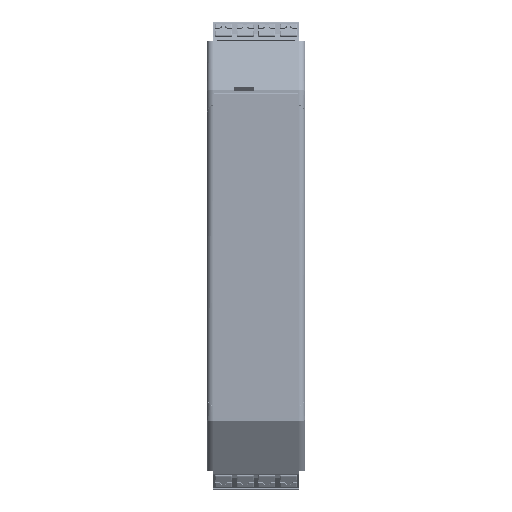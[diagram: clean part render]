
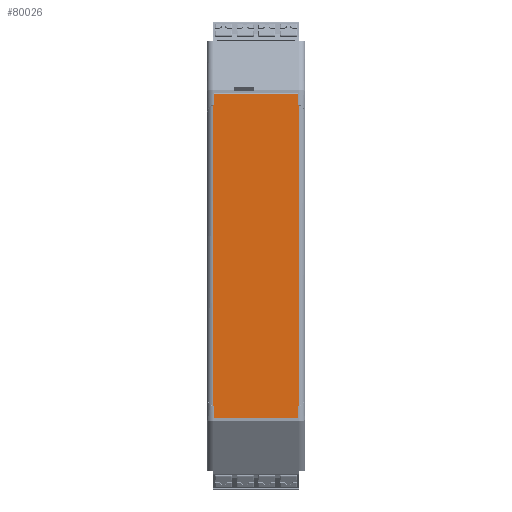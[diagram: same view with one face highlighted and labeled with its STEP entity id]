
A CAD part, top view. The second image highlights one B-rep face of the part: STEP entity #80026.
In plain terms, the highlighted face is planar.
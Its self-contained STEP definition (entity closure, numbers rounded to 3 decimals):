
#5276=VERTEX_POINT('',#113529);
#5277=VERTEX_POINT('',#113531);
#5295=VERTEX_POINT('',#113572);
#5301=VERTEX_POINT('',#113584);
#5308=VERTEX_POINT('',#113613);
#5310=VERTEX_POINT('',#113619);
#5316=VERTEX_POINT('',#113634);
#5317=VERTEX_POINT('',#113635);
#5318=VERTEX_POINT('',#113637);
#5319=VERTEX_POINT('',#113639);
#5320=VERTEX_POINT('',#113641);
#5321=VERTEX_POINT('',#113643);
#13840=VECTOR('',#92959,1.);
#13859=VECTOR('',#92995,1.);
#13870=VECTOR('',#93023,1.);
#13872=VECTOR('',#93029,1.);
#13877=VECTOR('',#93040,1.);
#13878=VECTOR('',#93041,1.);
#13879=VECTOR('',#93042,1.);
#13880=VECTOR('',#93043,1.);
#13881=VECTOR('',#93044,1.);
#13882=VECTOR('',#93045,1.);
#13883=VECTOR('',#93046,1.);
#13884=VECTOR('',#93047,1.);
#24208=LINE('',#113530,#13840);
#24227=LINE('',#113585,#13859);
#24238=LINE('',#113612,#13870);
#24240=LINE('',#113618,#13872);
#24245=LINE('',#113633,#13877);
#24246=LINE('',#113636,#13878);
#24247=LINE('',#113638,#13879);
#24248=LINE('',#113640,#13880);
#24249=LINE('',#113642,#13881);
#24250=LINE('',#113644,#13882);
#24251=LINE('',#113645,#13883);
#24252=LINE('',#113646,#13884);
#34786=EDGE_CURVE('',#5277,#5276,#24208,.T.);
#34811=EDGE_CURVE('',#5301,#5295,#24227,.T.);
#34825=EDGE_CURVE('',#5308,#5295,#24238,.T.);
#34828=EDGE_CURVE('',#5310,#5277,#24240,.T.);
#34835=EDGE_CURVE('',#5316,#5317,#24245,.T.);
#34836=EDGE_CURVE('',#5318,#5317,#24246,.T.);
#34837=EDGE_CURVE('',#5318,#5319,#24247,.T.);
#34838=EDGE_CURVE('',#5320,#5319,#24248,.T.);
#34839=EDGE_CURVE('',#5320,#5321,#24249,.T.);
#34840=EDGE_CURVE('',#5308,#5321,#24250,.T.);
#34841=EDGE_CURVE('',#5301,#5310,#24251,.T.);
#34842=EDGE_CURVE('',#5276,#5316,#24252,.T.);
#49243=ORIENTED_EDGE('',*,*,#34835,.T.);
#49244=ORIENTED_EDGE('',*,*,#34836,.F.);
#49245=ORIENTED_EDGE('',*,*,#34837,.T.);
#49246=ORIENTED_EDGE('',*,*,#34838,.F.);
#49247=ORIENTED_EDGE('',*,*,#34839,.T.);
#49248=ORIENTED_EDGE('',*,*,#34840,.F.);
#49249=ORIENTED_EDGE('',*,*,#34825,.T.);
#49250=ORIENTED_EDGE('',*,*,#34811,.F.);
#49251=ORIENTED_EDGE('',*,*,#34841,.T.);
#49252=ORIENTED_EDGE('',*,*,#34828,.T.);
#49253=ORIENTED_EDGE('',*,*,#34786,.T.);
#49254=ORIENTED_EDGE('',*,*,#34842,.T.);
#70476=EDGE_LOOP('',(#49243,#49244,#49245,#49246,#49247,#49248,#49249,#49250,
#49251,#49252,#49253,#49254));
#75262=FACE_BOUND('',#70476,.T.);
#80026=ADVANCED_FACE('',(#75262),#135630,.T.);
#84709=AXIS2_PLACEMENT_3D('',#113632,#93039,$);
#92959=DIRECTION('',(0.,0.,-1.));
#92995=DIRECTION('',(-1.,0.,0.));
#93023=DIRECTION('',(0.,0.,1.));
#93029=DIRECTION('',(1.,0.,0.));
#93039=DIRECTION('',(0.,1.,0.));
#93040=DIRECTION('',(0.,0.,-1.));
#93041=DIRECTION('',(1.,0.,0.));
#93042=DIRECTION('',(0.,0.,-1.));
#93043=DIRECTION('',(1.,0.,0.));
#93044=DIRECTION('',(0.,0.,1.));
#93045=DIRECTION('',(1.,0.,0.));
#93046=DIRECTION('',(0.,0.,1.));
#93047=DIRECTION('',(1.,0.,0.));
#113529=CARTESIAN_POINT('',(34.6,114.5,7.15));
#113530=CARTESIAN_POINT('',(34.6,114.5,7.3));
#113531=CARTESIAN_POINT('',(34.6,114.5,7.3));
#113572=CARTESIAN_POINT('',(-37.2,114.5,7.15));
#113584=CARTESIAN_POINT('',(-34.6,114.5,7.15));
#113585=CARTESIAN_POINT('',(-34.6,114.5,7.15));
#113612=CARTESIAN_POINT('',(-37.2,114.5,-12.15));
#113613=CARTESIAN_POINT('',(-37.2,114.5,-12.15));
#113618=CARTESIAN_POINT('',(-34.6,114.5,7.3));
#113619=CARTESIAN_POINT('',(-34.6,114.5,7.3));
#113632=CARTESIAN_POINT('',(-37.2,114.5,-10.772));
#113633=CARTESIAN_POINT('',(37.5,114.5,7.15));
#113634=CARTESIAN_POINT('',(37.5,114.5,7.15));
#113635=CARTESIAN_POINT('',(37.5,114.5,-12.15));
#113636=CARTESIAN_POINT('',(34.6,114.5,-12.15));
#113637=CARTESIAN_POINT('',(34.6,114.5,-12.15));
#113638=CARTESIAN_POINT('',(34.6,114.5,-12.15));
#113639=CARTESIAN_POINT('',(34.6,114.5,-12.3));
#113640=CARTESIAN_POINT('',(-34.6,114.5,-12.3));
#113641=CARTESIAN_POINT('',(-34.6,114.5,-12.3));
#113642=CARTESIAN_POINT('',(-34.6,114.5,-12.3));
#113643=CARTESIAN_POINT('',(-34.6,114.5,-12.15));
#113644=CARTESIAN_POINT('',(-37.2,114.5,-12.15));
#113645=CARTESIAN_POINT('',(-34.6,114.5,7.15));
#113646=CARTESIAN_POINT('',(34.6,114.5,7.15));
#135630=PLANE('',#84709);
